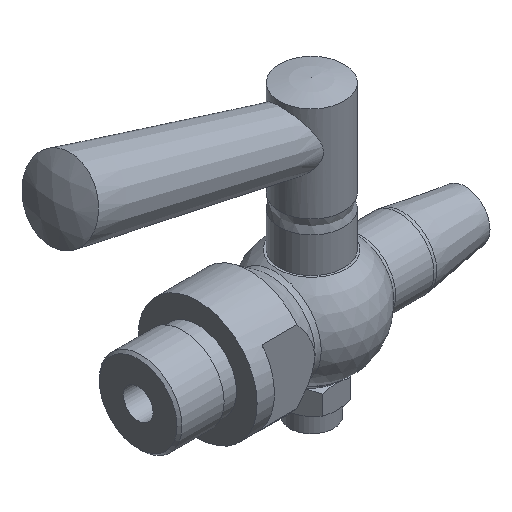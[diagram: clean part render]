
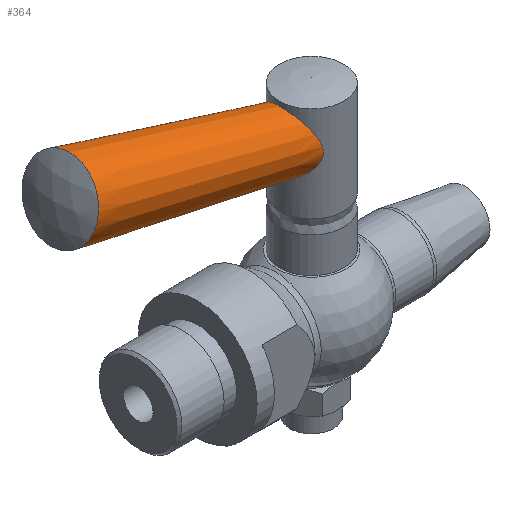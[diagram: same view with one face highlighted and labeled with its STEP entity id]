
A CAD part, isometric view. The second image highlights one B-rep face of the part: STEP entity #364.
In plain terms, the highlighted conical face has half-angle 2.18 degrees and reference radius 6.5 mm.
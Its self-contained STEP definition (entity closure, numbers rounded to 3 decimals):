
#262=CARTESIAN_POINT('',(9.634,0.0,36.799));
#263=DIRECTION('',(-0.966,0.0,0.259));
#264=DIRECTION('',(0.259,0.0,0.966));
#265=AXIS2_PLACEMENT_3D('',#262,#263,#264);
#266=CONICAL_SURFACE('',#265,6.5,2.18);
#267=CARTESIAN_POINT('',(-13.8,0.0,50.843));
#268=VERTEX_POINT('',#267);
#269=CARTESIAN_POINT('',(-15.741,0.0,43.598));
#270=DIRECTION('',(-0.966,0.0,0.259));
#271=DIRECTION('',(0.259,0.0,0.966));
#272=AXIS2_PLACEMENT_3D('',#269,#270,#271);
#273=CIRCLE('',#272,7.5);
#274=EDGE_CURVE('',#268,#268,#273,.T.);
#275=ORIENTED_EDGE('',*,*,#274,.F.);
#276=EDGE_LOOP('',(#275));
#277=FACE_OUTER_BOUND('',#276,.T.);
#278=CARTESIAN_POINT('',(31.758,-5.628,30.931));
#279=VERTEX_POINT('',#278);
#280=CARTESIAN_POINT('',(31.758,-5.628,30.931));
#281=CARTESIAN_POINT('',(31.758,-5.628,30.489));
#282=CARTESIAN_POINT('',(31.675,-5.582,30.058));
#283=CARTESIAN_POINT('',(31.525,-5.487,29.654));
#284=CARTESIAN_POINT('',(31.3,-5.344,29.048));
#285=CARTESIAN_POINT('',(30.937,-5.091,28.502));
#286=CARTESIAN_POINT('',(30.57,-4.748,28.031));
#287=CARTESIAN_POINT('',(30.393,-4.582,27.803));
#288=CARTESIAN_POINT('',(30.214,-4.396,27.592));
#289=CARTESIAN_POINT('',(30.044,-4.195,27.401));
#290=CARTESIAN_POINT('',(29.914,-4.041,27.255));
#291=CARTESIAN_POINT('',(29.79,-3.88,27.12));
#292=CARTESIAN_POINT('',(29.667,-3.702,26.99));
#293=CARTESIAN_POINT('',(29.356,-3.253,26.661));
#294=CARTESIAN_POINT('',(29.07,-2.713,26.38));
#295=CARTESIAN_POINT('',(28.866,-2.123,26.183));
#296=CARTESIAN_POINT('',(28.718,-1.696,26.04));
#297=CARTESIAN_POINT('',(28.612,-1.241,25.94));
#298=CARTESIAN_POINT('',(28.557,-0.785,25.887));
#299=CARTESIAN_POINT('',(28.521,-0.485,25.853));
#300=CARTESIAN_POINT('',(28.505,-0.188,25.839));
#301=CARTESIAN_POINT('',(28.51,0.109,25.843));
#302=CARTESIAN_POINT('',(28.52,0.718,25.853));
#303=CARTESIAN_POINT('',(28.621,1.346,25.947));
#304=CARTESIAN_POINT('',(28.803,1.931,26.122));
#305=CARTESIAN_POINT('',(28.985,2.516,26.297));
#306=CARTESIAN_POINT('',(29.248,3.058,26.553));
#307=CARTESIAN_POINT('',(29.544,3.518,26.861));
#308=CARTESIAN_POINT('',(29.657,3.694,26.979));
#309=CARTESIAN_POINT('',(29.774,3.858,27.103));
#310=CARTESIAN_POINT('',(29.893,4.009,27.233));
#311=CARTESIAN_POINT('',(30.017,4.167,27.369));
#312=CARTESIAN_POINT('',(30.147,4.318,27.516));
#313=CARTESIAN_POINT('',(30.281,4.46,27.674));
#314=CARTESIAN_POINT('',(30.623,4.823,28.08));
#315=CARTESIAN_POINT('',(30.986,5.117,28.555));
#316=CARTESIAN_POINT('',(31.269,5.316,29.088));
#317=CARTESIAN_POINT('',(31.479,5.464,29.483));
#318=CARTESIAN_POINT('',(31.641,5.559,29.911));
#319=CARTESIAN_POINT('',(31.713,5.602,30.361));
#320=CARTESIAN_POINT('',(31.772,5.637,30.727));
#321=CARTESIAN_POINT('',(31.77,5.636,31.108));
#322=CARTESIAN_POINT('',(31.719,5.606,31.479));
#323=CARTESIAN_POINT('',(31.63,5.553,32.129));
#324=CARTESIAN_POINT('',(31.399,5.416,32.762));
#325=CARTESIAN_POINT('',(31.126,5.212,33.367));
#326=CARTESIAN_POINT('',(30.82,4.984,34.043));
#327=CARTESIAN_POINT('',(30.46,4.67,34.681));
#328=CARTESIAN_POINT('',(30.129,4.294,35.237));
#329=CARTESIAN_POINT('',(30.015,4.164,35.43));
#330=CARTESIAN_POINT('',(29.904,4.027,35.612));
#331=CARTESIAN_POINT('',(29.792,3.876,35.793));
#332=CARTESIAN_POINT('',(29.477,3.453,36.301));
#333=CARTESIAN_POINT('',(29.169,2.925,36.774));
#334=CARTESIAN_POINT('',(28.937,2.319,37.123));
#335=CARTESIAN_POINT('',(28.746,1.819,37.412));
#336=CARTESIAN_POINT('',(28.607,1.264,37.618));
#337=CARTESIAN_POINT('',(28.546,0.686,37.709));
#338=CARTESIAN_POINT('',(28.494,0.196,37.786));
#339=CARTESIAN_POINT('',(28.498,-0.313,37.779));
#340=CARTESIAN_POINT('',(28.559,-0.8,37.689));
#341=CARTESIAN_POINT('',(28.642,-1.475,37.565));
#342=CARTESIAN_POINT('',(28.832,-2.113,37.284));
#343=CARTESIAN_POINT('',(29.083,-2.67,36.902));
#344=CARTESIAN_POINT('',(29.319,-3.194,36.542));
#345=CARTESIAN_POINT('',(29.609,-3.648,36.092));
#346=CARTESIAN_POINT('',(29.897,-4.014,35.622));
#347=CARTESIAN_POINT('',(30.002,-4.148,35.45));
#348=CARTESIAN_POINT('',(30.108,-4.272,35.276));
#349=CARTESIAN_POINT('',(30.216,-4.391,35.09));
#350=CARTESIAN_POINT('',(30.561,-4.767,34.503));
#351=CARTESIAN_POINT('',(30.931,-5.074,33.834));
#352=CARTESIAN_POINT('',(31.23,-5.288,33.13));
#353=CARTESIAN_POINT('',(31.492,-5.476,32.512));
#354=CARTESIAN_POINT('',(31.7,-5.595,31.87));
#355=CARTESIAN_POINT('',(31.748,-5.623,31.209));
#356=CARTESIAN_POINT('',(31.755,-5.626,31.117));
#357=CARTESIAN_POINT('',(31.758,-5.628,31.024));
#358=CARTESIAN_POINT('',(31.758,-5.628,30.931));
#359=B_SPLINE_CURVE_WITH_KNOTS('',3,(#280,#281,#282,#283,#284,#285,#286,#287,#288,#289,#290,#291,#292,#293,#294,#295,#296,#297,#298,#299,#300,#301,#302,#303,#304,#305,#306,#307,#308,#309,#310,#311,#312,#313,#314,#315,#316,#317,#318,#319,#320,#321,#322,#323,#324,#325,#326,#327,#328,#329,#330,#331,#332,#333,#334,#335,#336,#337,#338,#339,#340,#341,#342,#343,#344,#345,#346,#347,#348,#349,#350,#351,#352,#353,#354,#355,#356,#357,#358),.UNSPECIFIED.,.T.,.U.,(4,3,3,3,3,3,3,3,3,3,3,3,3,3,3,3,3,3,3,3,3,3,3,3,3,3,4),(0.0,0.132,0.331,0.427,0.501,0.687,0.823,0.911,1.093,1.275,1.344,1.417,1.604,1.743,1.856,2.054,2.275,2.351,2.565,2.743,2.893,3.1,3.296,3.368,3.596,3.795,3.823),.UNSPECIFIED.);
#360=EDGE_CURVE('',#279,#279,#359,.T.);
#361=ORIENTED_EDGE('',*,*,#360,.F.);
#362=EDGE_LOOP('',(#361));
#363=FACE_BOUND('',#362,.T.);
#364=ADVANCED_FACE('',(#277,#363),#266,.T.);
